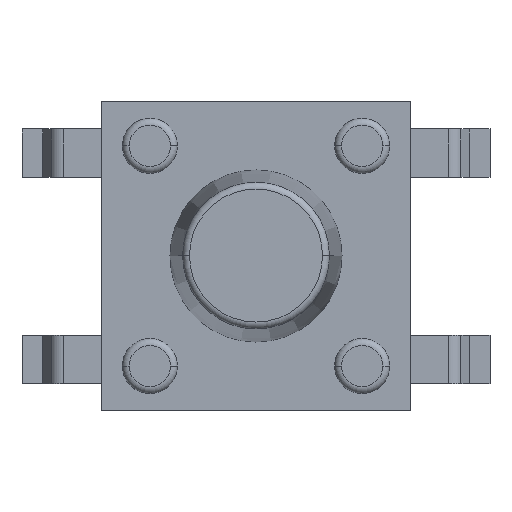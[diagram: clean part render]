
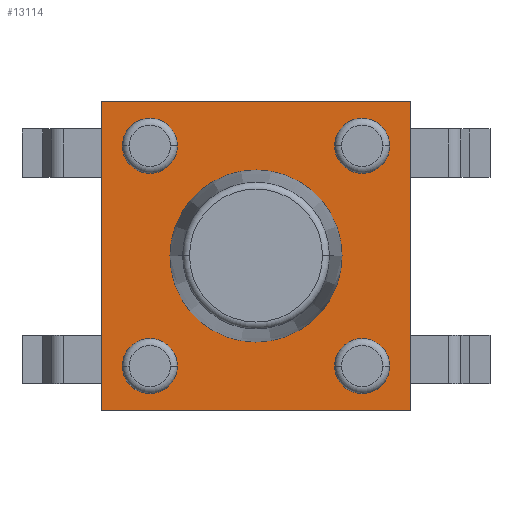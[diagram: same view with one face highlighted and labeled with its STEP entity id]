
A CAD part, top view. The second image highlights one B-rep face of the part: STEP entity #13114.
In plain terms, the highlighted planar face has unit normal (0, 0, 1).
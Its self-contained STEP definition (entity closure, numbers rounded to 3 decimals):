
#91 = EDGE_CURVE ( 'NONE', #4947, #10610, #8155, .T. ) ;
#187 = CARTESIAN_POINT ( 'NONE',  ( 1.542, 1.6, 0. ) ) ;
#299 = FACE_BOUND ( 'NONE', #8557, .T. ) ;
#389 = DIRECTION ( 'NONE',  ( 0., -1., 0. ) ) ;
#539 = AXIS2_PLACEMENT_3D ( 'NONE', #7989, #4492, #2325 ) ;
#657 = EDGE_CURVE ( 'NONE', #9146, #5115, #3053, .T. ) ;
#782 = EDGE_LOOP ( 'NONE', ( #10744, #11574, #8599, #5390 ) ) ;
#837 = VERTEX_POINT ( 'NONE', #11243 ) ;
#966 = CIRCLE ( 'NONE', #4120, 0.4 ) ;
#1001 = CARTESIAN_POINT ( 'NONE',  ( 1.542, -1.6, 0. ) ) ;
#1438 = FACE_BOUND ( 'NONE', #13066, .T. ) ;
#1526 = FACE_BOUND ( 'NONE', #11423, .T. ) ;
#1530 = DIRECTION ( 'NONE',  ( 0., 0., 1. ) ) ;
#1664 = ORIENTED_EDGE ( 'NONE', *, *, #3684, .F. ) ;
#1720 = VERTEX_POINT ( 'NONE', #6193 ) ;
#1968 = AXIS2_PLACEMENT_3D ( 'NONE', #14918, #4530, #14142 ) ;
#2225 = CARTESIAN_POINT ( 'NONE',  ( -1.542, -1.6, 0. ) ) ;
#2325 = DIRECTION ( 'NONE',  ( 1., 0., 0. ) ) ;
#2505 = PLANE ( 'NONE',  #2841 ) ;
#2517 = EDGE_CURVE ( 'NONE', #11727, #837, #6611, .T. ) ;
#2550 = DIRECTION ( 'NONE',  ( 1., 0., 0. ) ) ;
#2717 = CIRCLE ( 'NONE', #5370, 0.4 ) ;
#2841 = AXIS2_PLACEMENT_3D ( 'NONE', #10451, #9515, #8454 ) ;
#2936 = AXIS2_PLACEMENT_3D ( 'NONE', #5753, #4620, #10382 ) ;
#3037 = VERTEX_POINT ( 'NONE', #8147 ) ;
#3053 = CIRCLE ( 'NONE', #4734, 0.4 ) ;
#3106 = CARTESIAN_POINT ( 'NONE',  ( -2.25, -2.25, 0. ) ) ;
#3253 = ORIENTED_EDGE ( 'NONE', *, *, #8881, .F. ) ;
#3463 = CARTESIAN_POINT ( 'NONE',  ( -2.25, 2.25, 0. ) ) ;
#3539 = FACE_OUTER_BOUND ( 'NONE', #782, .T. ) ;
#3611 = FACE_BOUND ( 'NONE', #5303, .T. ) ;
#3612 = VECTOR ( 'NONE', #13668, 1000. ) ;
#3684 = EDGE_CURVE ( 'NONE', #4079, #3726, #2717, .T. ) ;
#3702 = DIRECTION ( 'NONE',  ( 0., 0., 1. ) ) ;
#3726 = VERTEX_POINT ( 'NONE', #8184 ) ;
#3911 = EDGE_CURVE ( 'NONE', #3726, #4079, #10462, .T. ) ;
#3986 = CARTESIAN_POINT ( 'NONE',  ( 2.25, 2.25, 0. ) ) ;
#4034 = ORIENTED_EDGE ( 'NONE', *, *, #2517, .F. ) ;
#4079 = VERTEX_POINT ( 'NONE', #9035 ) ;
#4081 = EDGE_CURVE ( 'NONE', #1720, #10811, #14053, .T. ) ;
#4090 = CARTESIAN_POINT ( 'NONE',  ( -2.25, 2.25, 0. ) ) ;
#4120 = AXIS2_PLACEMENT_3D ( 'NONE', #9756, #1530, #5951 ) ;
#4367 = ORIENTED_EDGE ( 'NONE', *, *, #8775, .F. ) ;
#4492 = DIRECTION ( 'NONE',  ( 0., 0., 1. ) ) ;
#4530 = DIRECTION ( 'NONE',  ( 0., 0., 1. ) ) ;
#4620 = DIRECTION ( 'NONE',  ( 0., 0., 1. ) ) ;
#4734 = AXIS2_PLACEMENT_3D ( 'NONE', #5711, #11618, #8282 ) ;
#4784 = CARTESIAN_POINT ( 'NONE',  ( 1.942, 1.6, 0. ) ) ;
#4801 = DIRECTION ( 'NONE',  ( 0., 0., 1. ) ) ;
#4881 = EDGE_CURVE ( 'NONE', #7839, #3037, #14833, .T. ) ;
#4947 = VERTEX_POINT ( 'NONE', #3986 ) ;
#5115 = VERTEX_POINT ( 'NONE', #4784 ) ;
#5303 = EDGE_LOOP ( 'NONE', ( #13858, #5766 ) ) ;
#5370 = AXIS2_PLACEMENT_3D ( 'NONE', #1001, #5621, #13694 ) ;
#5390 = ORIENTED_EDGE ( 'NONE', *, *, #4881, .T. ) ;
#5621 = DIRECTION ( 'NONE',  ( 0., 0., 1. ) ) ;
#5681 = EDGE_LOOP ( 'NONE', ( #8384, #4034 ) ) ;
#5695 = CARTESIAN_POINT ( 'NONE',  ( -1.542, -1.6, 0. ) ) ;
#5711 = CARTESIAN_POINT ( 'NONE',  ( 1.542, 1.6, 0. ) ) ;
#5753 = CARTESIAN_POINT ( 'NONE',  ( 0., 0., 0. ) ) ;
#5766 = ORIENTED_EDGE ( 'NONE', *, *, #12022, .F. ) ;
#5944 = EDGE_CURVE ( 'NONE', #837, #11727, #12313, .T. ) ;
#5951 = DIRECTION ( 'NONE',  ( 1., 0., 0. ) ) ;
#6193 = CARTESIAN_POINT ( 'NONE',  ( -1.142, 1.6, 0. ) ) ;
#6236 = CARTESIAN_POINT ( 'NONE',  ( 1.142, 1.6, 0. ) ) ;
#6310 = ORIENTED_EDGE ( 'NONE', *, *, #3911, .F. ) ;
#6611 = CIRCLE ( 'NONE', #9509, 0.4 ) ;
#6628 = ORIENTED_EDGE ( 'NONE', *, *, #4081, .F. ) ;
#6720 = EDGE_CURVE ( 'NONE', #10610, #7839, #13147, .T. ) ;
#6730 = AXIS2_PLACEMENT_3D ( 'NONE', #2225, #3702, #7497 ) ;
#6877 = VECTOR ( 'NONE', #13428, 1000. ) ;
#6945 = FACE_BOUND ( 'NONE', #5681, .T. ) ;
#6951 = CARTESIAN_POINT ( 'NONE',  ( -1.142, -1.6, 0. ) ) ;
#7497 = DIRECTION ( 'NONE',  ( 1., 0., 0. ) ) ;
#7839 = VERTEX_POINT ( 'NONE', #3106 ) ;
#7868 = CARTESIAN_POINT ( 'NONE',  ( 1.542, -1.6, 0. ) ) ;
#7893 = DIRECTION ( 'NONE',  ( 0., 0., 1. ) ) ;
#7989 = CARTESIAN_POINT ( 'NONE',  ( -1.542, 1.6, 0. ) ) ;
#8012 = CARTESIAN_POINT ( 'NONE',  ( 1.25, 0., 0. ) ) ;
#8147 = CARTESIAN_POINT ( 'NONE',  ( 2.25, -2.25, 0. ) ) ;
#8155 = LINE ( 'NONE', #3463, #10795 ) ;
#8184 = CARTESIAN_POINT ( 'NONE',  ( 1.142, -1.6, 0. ) ) ;
#8258 = AXIS2_PLACEMENT_3D ( 'NONE', #7868, #9000, #13607 ) ;
#8282 = DIRECTION ( 'NONE',  ( 1., 0., 0. ) ) ;
#8384 = ORIENTED_EDGE ( 'NONE', *, *, #5944, .F. ) ;
#8454 = DIRECTION ( 'NONE',  ( 1., 0., 0. ) ) ;
#8557 = EDGE_LOOP ( 'NONE', ( #6310, #1664 ) ) ;
#8599 = ORIENTED_EDGE ( 'NONE', *, *, #6720, .T. ) ;
#8775 = EDGE_CURVE ( 'NONE', #12671, #13613, #14017, .T. ) ;
#8881 = EDGE_CURVE ( 'NONE', #10811, #1720, #966, .T. ) ;
#9000 = DIRECTION ( 'NONE',  ( 0., 0., 1. ) ) ;
#9035 = CARTESIAN_POINT ( 'NONE',  ( 1.942, -1.6, 0. ) ) ;
#9146 = VERTEX_POINT ( 'NONE', #6236 ) ;
#9509 = AXIS2_PLACEMENT_3D ( 'NONE', #5695, #7893, #10313 ) ;
#9515 = DIRECTION ( 'NONE',  ( 0., 0., 1. ) ) ;
#9626 = EDGE_CURVE ( 'NONE', #13613, #12671, #11886, .T. ) ;
#9756 = CARTESIAN_POINT ( 'NONE',  ( -1.542, 1.6, 0. ) ) ;
#9830 = CARTESIAN_POINT ( 'NONE',  ( -2.25, 2.25, 0. ) ) ;
#9930 = CARTESIAN_POINT ( 'NONE',  ( -1.25, 0., 0. ) ) ;
#10313 = DIRECTION ( 'NONE',  ( 1., 0., 0. ) ) ;
#10347 = CARTESIAN_POINT ( 'NONE',  ( -1.942, 1.6, 0. ) ) ;
#10382 = DIRECTION ( 'NONE',  ( 1., 0., 0. ) ) ;
#10451 = CARTESIAN_POINT ( 'NONE',  ( 0., 0., 0. ) ) ;
#10462 = CIRCLE ( 'NONE', #8258, 0.4 ) ;
#10610 = VERTEX_POINT ( 'NONE', #9830 ) ;
#10744 = ORIENTED_EDGE ( 'NONE', *, *, #11846, .T. ) ;
#10768 = AXIS2_PLACEMENT_3D ( 'NONE', #187, #4801, #2550 ) ;
#10795 = VECTOR ( 'NONE', #14762, 1000. ) ;
#10811 = VERTEX_POINT ( 'NONE', #10347 ) ;
#11243 = CARTESIAN_POINT ( 'NONE',  ( -1.942, -1.6, 0. ) ) ;
#11270 = CARTESIAN_POINT ( 'NONE',  ( -2.25, -2.25, 0. ) ) ;
#11423 = EDGE_LOOP ( 'NONE', ( #4367, #12477 ) ) ;
#11574 = ORIENTED_EDGE ( 'NONE', *, *, #91, .T. ) ;
#11618 = DIRECTION ( 'NONE',  ( 0., 0., 1. ) ) ;
#11727 = VERTEX_POINT ( 'NONE', #6951 ) ;
#11846 = EDGE_CURVE ( 'NONE', #3037, #4947, #12091, .T. ) ;
#11886 = CIRCLE ( 'NONE', #2936, 1.25 ) ;
#12022 = EDGE_CURVE ( 'NONE', #5115, #9146, #14883, .T. ) ;
#12091 = LINE ( 'NONE', #13360, #6877 ) ;
#12313 = CIRCLE ( 'NONE', #6730, 0.4 ) ;
#12477 = ORIENTED_EDGE ( 'NONE', *, *, #9626, .F. ) ;
#12671 = VERTEX_POINT ( 'NONE', #8012 ) ;
#13066 = EDGE_LOOP ( 'NONE', ( #3253, #6628 ) ) ;
#13114 = ADVANCED_FACE ( 'NONE', ( #6945, #3611, #1438, #299, #1526, #3539 ), #2505, .T. ) ;
#13147 = LINE ( 'NONE', #4090, #13285 ) ;
#13285 = VECTOR ( 'NONE', #389, 1000. ) ;
#13360 = CARTESIAN_POINT ( 'NONE',  ( 2.25, 2.25, 0. ) ) ;
#13428 = DIRECTION ( 'NONE',  ( 0., 1., 0. ) ) ;
#13607 = DIRECTION ( 'NONE',  ( 1., 0., 0. ) ) ;
#13613 = VERTEX_POINT ( 'NONE', #9930 ) ;
#13668 = DIRECTION ( 'NONE',  ( 1., 0., 0. ) ) ;
#13694 = DIRECTION ( 'NONE',  ( 1., 0., 0. ) ) ;
#13858 = ORIENTED_EDGE ( 'NONE', *, *, #657, .F. ) ;
#14017 = CIRCLE ( 'NONE', #1968, 1.25 ) ;
#14053 = CIRCLE ( 'NONE', #539, 0.4 ) ;
#14142 = DIRECTION ( 'NONE',  ( 1., 0., 0. ) ) ;
#14762 = DIRECTION ( 'NONE',  ( -1., 0., 0. ) ) ;
#14833 = LINE ( 'NONE', #11270, #3612 ) ;
#14883 = CIRCLE ( 'NONE', #10768, 0.4 ) ;
#14918 = CARTESIAN_POINT ( 'NONE',  ( 0., 0., 0. ) ) ;
